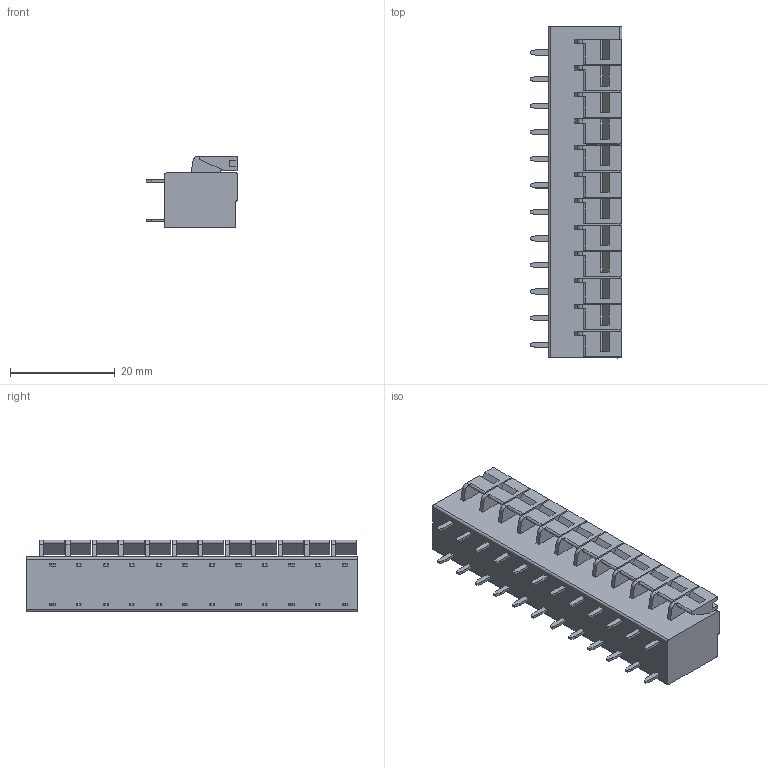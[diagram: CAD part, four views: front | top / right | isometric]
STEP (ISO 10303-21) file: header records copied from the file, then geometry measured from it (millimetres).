
FILE_DESCRIPTION((''),'2;1');
FILE_NAME('DB142-508-1P','2022-04-21T',('86134'),(''),'PRO/ENGINEER BY PARAMETRIC TECHNOLOGY CORPORATION, 2010280','PRO/ENGINEER BY PARAMETRIC TECHNOLOGY CORPORATION, 2010280','');
FILE_SCHEMA(('CONFIG_CONTROL_DESIGN'));
Length unit declared in the file: millimetre
Products named in the file (1): DB142-508-1P
Bounding box: 17.6 x 63.5 x 13.7 mm (x, y, z)
Volume: 9758.4 mm3; surface area: 5821.3 mm2
Topology: 1 solids, 1 shells, 519 faces, 1380 edges, 924 vertices
Faces by surface type: plane 463, cylinder 32, cone 24
Entity records: 15940 total; most frequent: CARTESIAN_POINT 2823, ORIENTED_EDGE 2760, DIRECTION 2530, EDGE_CURVE 1380, VECTOR 1268, LINE 1268, VERTEX_POINT 924, AXIS2_PLACEMENT_3D 631
